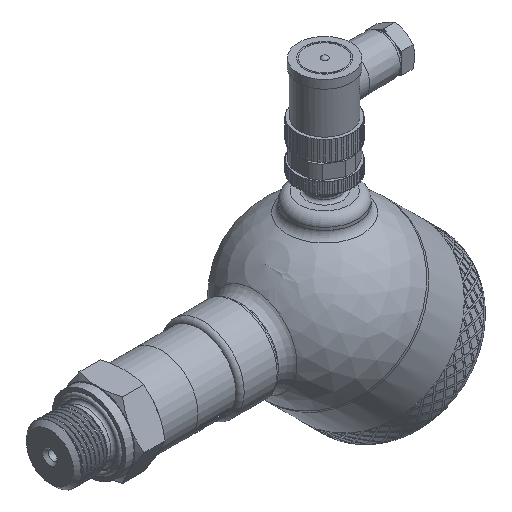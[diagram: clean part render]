
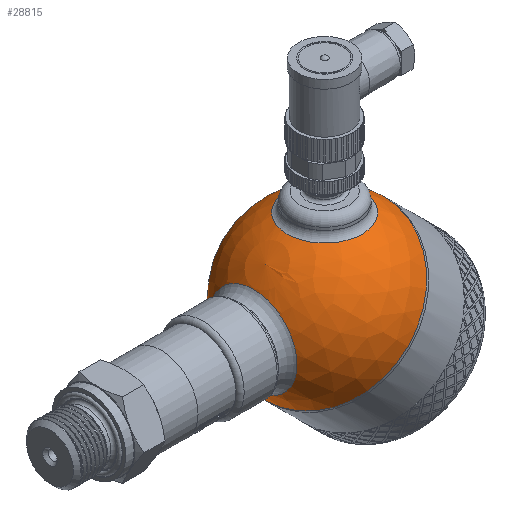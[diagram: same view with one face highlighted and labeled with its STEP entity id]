
A CAD part, isometric view. The second image highlights one B-rep face of the part: STEP entity #28815.
In plain terms, the highlighted spherical face has radius 30 mm.
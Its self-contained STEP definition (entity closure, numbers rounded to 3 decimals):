
#45=SPHERICAL_SURFACE('',#30566,30.);
#1169=FACE_BOUND('',#3871,.T.);
#1170=FACE_BOUND('',#3872,.T.);
#2034=FACE_OUTER_BOUND('',#3870,.T.);
#3870=EDGE_LOOP('',(#20667,#20668,#20669,#20670));
#3871=EDGE_LOOP('',(#20671));
#3872=EDGE_LOOP('',(#20672));
#5602=CIRCLE('',#30489,30.);
#5603=CIRCLE('',#30490,30.);
#5630=CIRCLE('',#30562,13.5);
#5633=CIRCLE('',#30567,30.);
#5634=CIRCLE('',#30568,15.643);
#11195=VERTEX_POINT('',#39056);
#11196=VERTEX_POINT('',#39058);
#11723=VERTEX_POINT('',#45822);
#11725=VERTEX_POINT('',#45829);
#11726=VERTEX_POINT('',#45831);
#14301=EDGE_CURVE('',#11195,#11196,#5602,.T.);
#14302=EDGE_CURVE('',#11196,#11195,#5603,.T.);
#15095=EDGE_CURVE('',#11723,#11723,#5630,.T.);
#15098=EDGE_CURVE('',#11196,#11725,#5633,.T.);
#15099=EDGE_CURVE('',#11726,#11726,#5634,.T.);
#20667=ORIENTED_EDGE('',*,*,#14302,.F.);
#20668=ORIENTED_EDGE('',*,*,#15098,.T.);
#20669=ORIENTED_EDGE('',*,*,#15098,.F.);
#20670=ORIENTED_EDGE('',*,*,#14301,.F.);
#20671=ORIENTED_EDGE('',*,*,#15099,.F.);
#20672=ORIENTED_EDGE('',*,*,#15095,.F.);
#28815=ADVANCED_FACE('',(#2034,#1169,#1170),#45,.T.);
#30489=AXIS2_PLACEMENT_3D('',#39059,#32389,#32390);
#30490=AXIS2_PLACEMENT_3D('',#39060,#32391,#32392);
#30562=AXIS2_PLACEMENT_3D('',#45823,#32813,#32814);
#30566=AXIS2_PLACEMENT_3D('',#45828,#32821,#32822);
#30567=AXIS2_PLACEMENT_3D('',#45830,#32823,#32824);
#30568=AXIS2_PLACEMENT_3D('',#45832,#32825,#32826);
#32389=DIRECTION('center_axis',(1.,0.,0.));
#32390=DIRECTION('ref_axis',(0.,1.,0.));
#32391=DIRECTION('center_axis',(1.,0.,0.));
#32392=DIRECTION('ref_axis',(0.,1.,0.));
#32813=DIRECTION('center_axis',(-0.707,0.,-0.707));
#32814=DIRECTION('ref_axis',(-0.707,0.,0.707));
#32821=DIRECTION('center_axis',(1.,0.,0.));
#32822=DIRECTION('ref_axis',(0.,-1.,0.));
#32823=DIRECTION('center_axis',(0.,0.,1.));
#32824=DIRECTION('ref_axis',(0.,1.,0.));
#32825=DIRECTION('center_axis',(-0.707,0.,0.707));
#32826=DIRECTION('ref_axis',(0.707,0.,0.707));
#39056=CARTESIAN_POINT('',(0.,-30.,0.));
#39058=CARTESIAN_POINT('',(0.,30.,0.));
#39059=CARTESIAN_POINT('Origin',(0.,0.,0.));
#39060=CARTESIAN_POINT('Origin',(0.,0.,0.));
#45822=CARTESIAN_POINT('',(-9.398,0.,-28.49));
#45823=CARTESIAN_POINT('Origin',(-18.944,0.,-18.944));
#45828=CARTESIAN_POINT('Origin',(0.,0.,0.));
#45829=CARTESIAN_POINT('',(-30.,0.,0.));
#45830=CARTESIAN_POINT('Origin',(0.,0.,0.));
#45831=CARTESIAN_POINT('',(-29.162,0.,7.04));
#45832=CARTESIAN_POINT('Origin',(-18.101,0.,18.101));
